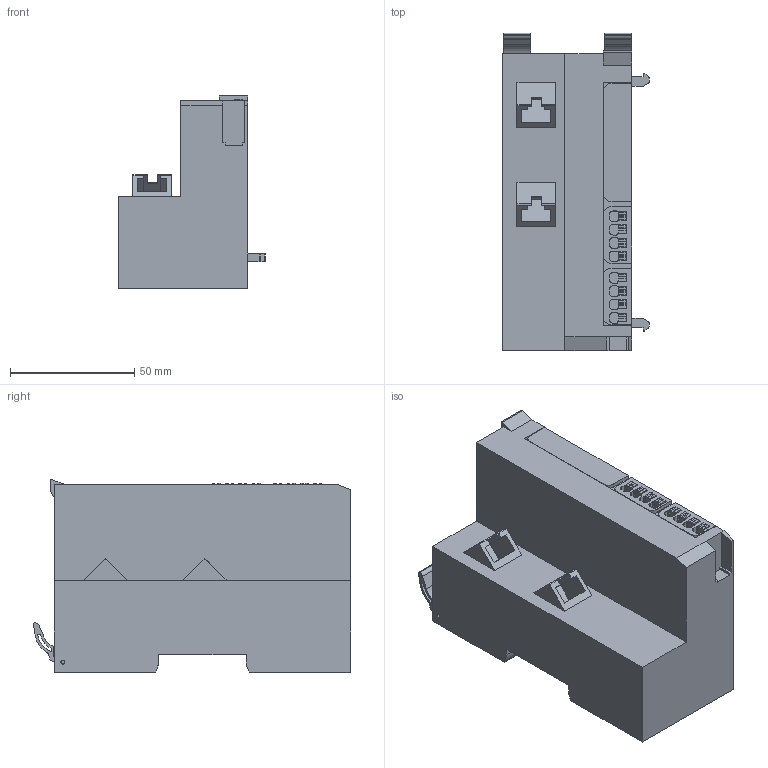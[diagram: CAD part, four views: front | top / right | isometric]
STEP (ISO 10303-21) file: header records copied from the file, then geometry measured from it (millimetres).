
FILE_DESCRIPTION(('CATIA V5R24 STEP','CAx-IF Rec.Pracs.--- Model Styling and Organization---1.2---2011-12-15'),'2;1');
FILE_NAME ('D1451230_0', '2016-10-28T09:52:47+00:00', ('Weidmueller Interface'), ('Weidmueller'), 'CATIA Version 5-6 Release 2014 SP4 HF52', 'CATIA V5 STEP AP214', 'none');
FILE_SCHEMA(('AUTOMOTIVE_DESIGN { 1 0 10303 214 1 1 1 1 }'));
Length unit declared in the file: millimetre
Products named in the file (1): 1334940000
Bounding box: 59 x 127.88 x 77.45 mm (x, y, z)
Volume: 339504.2 mm3; surface area: 42389.6 mm2
Topology: 1 solids, 1 shells, 418 faces, 1233 edges, 832 vertices
Faces by surface type: plane 304, cylinder 114
Entity records: 14683 total; most frequent: CARTESIAN_POINT 3049, ORIENTED_EDGE 2466, DIRECTION 2021, EDGE_CURVE 1233, VECTOR 1001, LINE 1001, VERTEX_POINT 832, AXIS2_PLACEMENT_3D 604
